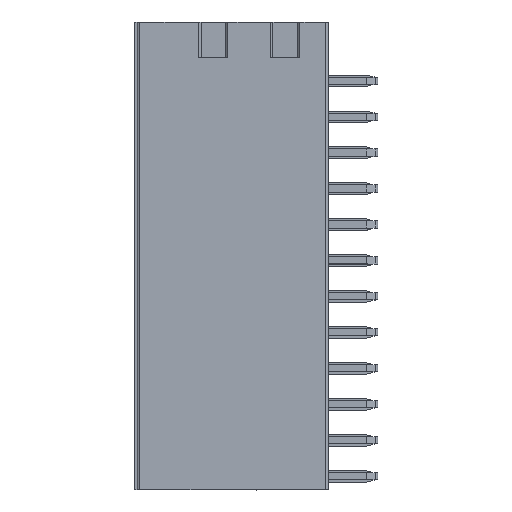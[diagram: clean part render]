
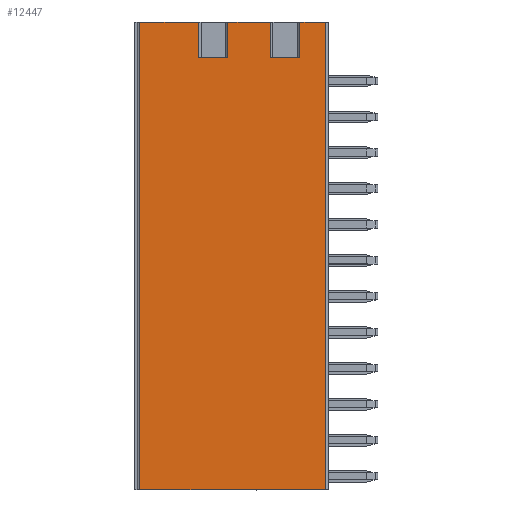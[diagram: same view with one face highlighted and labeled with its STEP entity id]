
A CAD part, top view. The second image highlights one B-rep face of the part: STEP entity #12447.
In plain terms, the highlighted planar face has unit normal (0, 0, 1).
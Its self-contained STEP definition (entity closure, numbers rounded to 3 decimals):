
#613=DIRECTION('',(0.,1.,0.));
#614=VECTOR('',#613,33.02);
#615=CARTESIAN_POINT('',(-13.3,-27.94,0.));
#616=LINE('',#615,#614);
#617=DIRECTION('',(0.,1.,0.));
#618=VECTOR('',#617,2.54);
#619=CARTESIAN_POINT('',(-9.18,2.54,0.));
#620=LINE('',#619,#618);
#621=DIRECTION('',(1.,0.,0.));
#622=VECTOR('',#621,2.1);
#623=CARTESIAN_POINT('',(-9.18,2.54,0.));
#624=LINE('',#623,#622);
#625=DIRECTION('',(0.,1.,0.));
#626=VECTOR('',#625,2.54);
#627=CARTESIAN_POINT('',(-7.08,2.54,0.));
#628=LINE('',#627,#626);
#629=DIRECTION('',(0.,1.,0.));
#630=VECTOR('',#629,2.54);
#631=CARTESIAN_POINT('',(-4.1,2.54,0.));
#632=LINE('',#631,#630);
#633=DIRECTION('',(1.,0.,0.));
#634=VECTOR('',#633,2.1);
#635=CARTESIAN_POINT('',(-4.1,2.54,0.));
#636=LINE('',#635,#634);
#637=DIRECTION('',(0.,1.,0.));
#638=VECTOR('',#637,2.54);
#639=CARTESIAN_POINT('',(-2.,2.54,0.));
#640=LINE('',#639,#638);
#641=DIRECTION('',(0.,1.,0.));
#642=VECTOR('',#641,33.02);
#643=CARTESIAN_POINT('',(-0.2,-27.94,0.));
#644=LINE('',#643,#642);
#2904=DIRECTION('',(1.,0.,0.));
#2905=VECTOR('',#2904,13.1);
#2906=CARTESIAN_POINT('',(-13.3,-27.94,0.));
#2907=LINE('',#2906,#2905);
#3679=DIRECTION('',(1.,0.,0.));
#3680=VECTOR('',#3679,2.98);
#3681=CARTESIAN_POINT('',(-7.08,5.08,0.));
#3682=LINE('',#3681,#3680);
#3695=DIRECTION('',(1.,0.,0.));
#3696=VECTOR('',#3695,4.12);
#3697=CARTESIAN_POINT('',(-13.3,5.08,0.));
#3698=LINE('',#3697,#3696);
#3784=DIRECTION('',(1.,0.,0.));
#3785=VECTOR('',#3784,1.8);
#3786=CARTESIAN_POINT('',(-2.,5.08,0.));
#3787=LINE('',#3786,#3785);
#9363=CARTESIAN_POINT('',(-13.3,5.08,0.));
#9364=VERTEX_POINT('',#9363);
#9365=CARTESIAN_POINT('',(-0.2,5.08,0.));
#9367=VERTEX_POINT('',#9365);
#9446=CARTESIAN_POINT('',(-4.1,5.08,0.));
#9448=VERTEX_POINT('',#9446);
#9449=CARTESIAN_POINT('',(-2.,5.08,0.));
#9451=VERTEX_POINT('',#9449);
#9457=CARTESIAN_POINT('',(-9.18,5.08,0.));
#9458=VERTEX_POINT('',#9457);
#9459=CARTESIAN_POINT('',(-7.08,5.08,0.));
#9460=VERTEX_POINT('',#9459);
#9478=CARTESIAN_POINT('',(-4.1,2.54,0.));
#9480=VERTEX_POINT('',#9478);
#9481=CARTESIAN_POINT('',(-2.,2.54,0.));
#9483=VERTEX_POINT('',#9481);
#9489=CARTESIAN_POINT('',(-9.18,2.54,0.));
#9490=VERTEX_POINT('',#9489);
#9491=CARTESIAN_POINT('',(-7.08,2.54,0.));
#9492=VERTEX_POINT('',#9491);
#11247=CARTESIAN_POINT('',(-13.3,-27.94,0.));
#11248=VERTEX_POINT('',#11247);
#11249=CARTESIAN_POINT('',(-0.2,-27.94,0.));
#11250=VERTEX_POINT('',#11249);
#12417=CARTESIAN_POINT('',(-13.3,0.,0.));
#12418=DIRECTION('',(0.,0.,1.));
#12419=DIRECTION('',(1.,0.,0.));
#12420=AXIS2_PLACEMENT_3D('',#12417,#12418,#12419);
#12421=PLANE('',#12420);
#12423=ORIENTED_EDGE('',*,*,#12422,.F.);
#12425=ORIENTED_EDGE('',*,*,#12424,.F.);
#12426=ORIENTED_EDGE('',*,*,#12407,.T.);
#12428=ORIENTED_EDGE('',*,*,#12427,.T.);
#12430=ORIENTED_EDGE('',*,*,#12429,.F.);
#12432=ORIENTED_EDGE('',*,*,#12431,.T.);
#12434=ORIENTED_EDGE('',*,*,#12433,.T.);
#12436=ORIENTED_EDGE('',*,*,#12435,.T.);
#12438=ORIENTED_EDGE('',*,*,#12437,.F.);
#12440=ORIENTED_EDGE('',*,*,#12439,.T.);
#12442=ORIENTED_EDGE('',*,*,#12441,.T.);
#12444=ORIENTED_EDGE('',*,*,#12443,.T.);
#12445=EDGE_LOOP('',(#12423,#12425,#12426,#12428,#12430,#12432,#12434,#12436,
#12438,#12440,#12442,#12444));
#12446=FACE_OUTER_BOUND('',#12445,.F.);
#12407=EDGE_CURVE('',#11248,#9364,#616,.T.);
#12422=EDGE_CURVE('',#11250,#9367,#644,.T.);
#12424=EDGE_CURVE('',#11248,#11250,#2907,.T.);
#12427=EDGE_CURVE('',#9364,#9458,#3698,.T.);
#12429=EDGE_CURVE('',#9490,#9458,#620,.T.);
#12431=EDGE_CURVE('',#9490,#9492,#624,.T.);
#12433=EDGE_CURVE('',#9492,#9460,#628,.T.);
#12435=EDGE_CURVE('',#9460,#9448,#3682,.T.);
#12437=EDGE_CURVE('',#9480,#9448,#632,.T.);
#12439=EDGE_CURVE('',#9480,#9483,#636,.T.);
#12441=EDGE_CURVE('',#9483,#9451,#640,.T.);
#12443=EDGE_CURVE('',#9451,#9367,#3787,.T.);
#12447=ADVANCED_FACE('',(#12446),#12421,.T.);
